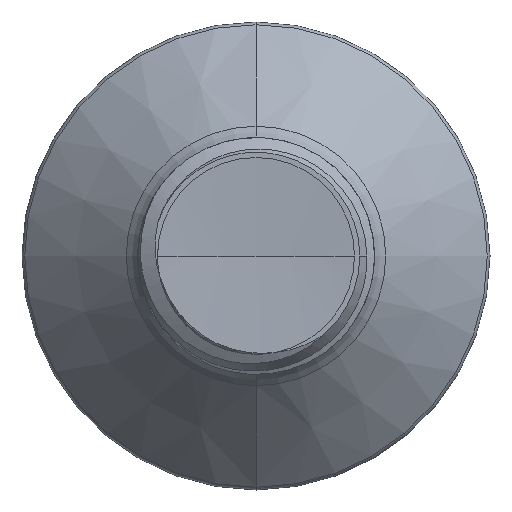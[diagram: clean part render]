
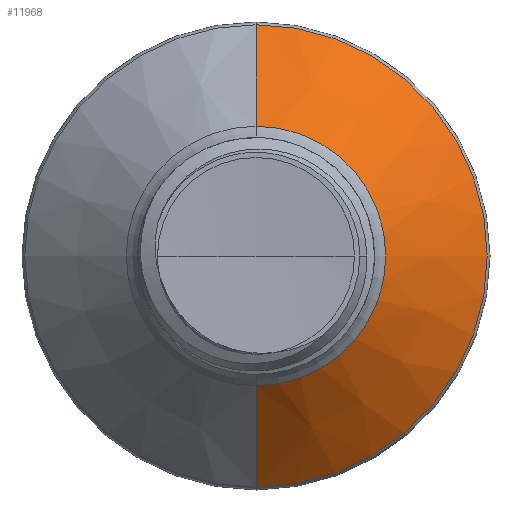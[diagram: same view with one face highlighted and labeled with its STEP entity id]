
A CAD part, front view. The second image highlights one B-rep face of the part: STEP entity #11968.
In plain terms, the highlighted conical face has half-angle 45 degrees and reference radius 4.381 mm.
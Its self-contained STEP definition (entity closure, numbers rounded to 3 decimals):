
#48 = DIRECTION ( 'NONE',  ( 0., 0., 1. ) ) ;
#64 = DIRECTION ( 'NONE',  ( 0., 1., 0. ) ) ;
#69 = CARTESIAN_POINT ( 'NONE',  ( 0., 5.058, 0. ) ) ;
#84 = CARTESIAN_POINT ( 'NONE',  ( 0., 5.058, -4.381 ) ) ;
#141 = DIRECTION ( 'NONE',  ( 0., 0.707, -0.707 ) ) ;
#241 = VERTEX_POINT ( 'NONE', #420 ) ;
#420 = CARTESIAN_POINT ( 'NONE',  ( 0., 5.058, 4.381 ) ) ;
#513 = CARTESIAN_POINT ( 'NONE',  ( 0., 8.485, -7.807 ) ) ;
#1206 = ORIENTED_EDGE ( 'NONE', *, *, #1452, .T. ) ;
#1220 = ORIENTED_EDGE ( 'NONE', *, *, #1457, .T. ) ;
#1222 = ORIENTED_EDGE ( 'NONE', *, *, #1483, .F. ) ;
#1239 = FACE_OUTER_BOUND ( 'NONE', #10640, .T. ) ;
#1243 = ORIENTED_EDGE ( 'NONE', *, *, #1486, .F. ) ;
#1452 = EDGE_CURVE ( 'NONE', #241, #2019, #11980, .T. ) ;
#1457 = EDGE_CURVE ( 'NONE', #2019, #11235, #5188, .T. ) ;
#1480 = VECTOR ( 'NONE', #12066, 1000. ) ;
#1483 = EDGE_CURVE ( 'NONE', #2167, #11235, #4452, .T. ) ;
#1486 = EDGE_CURVE ( 'NONE', #241, #2167, #10291, .T. ) ;
#2019 = VERTEX_POINT ( 'NONE', #6833 ) ;
#2167 = VERTEX_POINT ( 'NONE', #8325 ) ;
#3841 = CONICAL_SURFACE ( 'NONE', #8599, 4.381, 0.785 ) ;
#4452 = CIRCLE ( 'NONE', #12458, 7.807 ) ;
#4568 = CARTESIAN_POINT ( 'NONE',  ( 0., 5.058, 0. ) ) ;
#4599 = DIRECTION ( 'NONE',  ( 0., 1., 0. ) ) ;
#4638 = DIRECTION ( 'NONE',  ( 0., 0., 1. ) ) ;
#4824 = VECTOR ( 'NONE', #141, 1000. ) ;
#5188 = LINE ( 'NONE', #84, #4824 ) ;
#6833 = CARTESIAN_POINT ( 'NONE',  ( 0., 5.058, -4.381 ) ) ;
#8325 = CARTESIAN_POINT ( 'NONE',  ( 0., 8.485, 7.807 ) ) ;
#8599 = AXIS2_PLACEMENT_3D ( 'NONE', #4568, #4599, #4638 ) ;
#10291 = LINE ( 'NONE', #12041, #1480 ) ;
#10640 = EDGE_LOOP ( 'NONE', ( #1206, #1220, #1222, #1243 ) ) ;
#11235 = VERTEX_POINT ( 'NONE', #513 ) ;
#11348 = AXIS2_PLACEMENT_3D ( 'NONE', #69, #64, #48 ) ;
#11830 = DIRECTION ( 'NONE',  ( 0., 0., 1. ) ) ;
#11833 = DIRECTION ( 'NONE',  ( 0., 1., 0. ) ) ;
#11889 = CARTESIAN_POINT ( 'NONE',  ( 0., 8.485, 0. ) ) ;
#11968 = ADVANCED_FACE ( 'NONE', ( #1239 ), #3841, .T. ) ;
#11980 = CIRCLE ( 'NONE', #11348, 4.381 ) ;
#12041 = CARTESIAN_POINT ( 'NONE',  ( 0., 5.058, 4.381 ) ) ;
#12066 = DIRECTION ( 'NONE',  ( 0., 0.707, 0.707 ) ) ;
#12458 = AXIS2_PLACEMENT_3D ( 'NONE', #11889, #11833, #11830 ) ;
